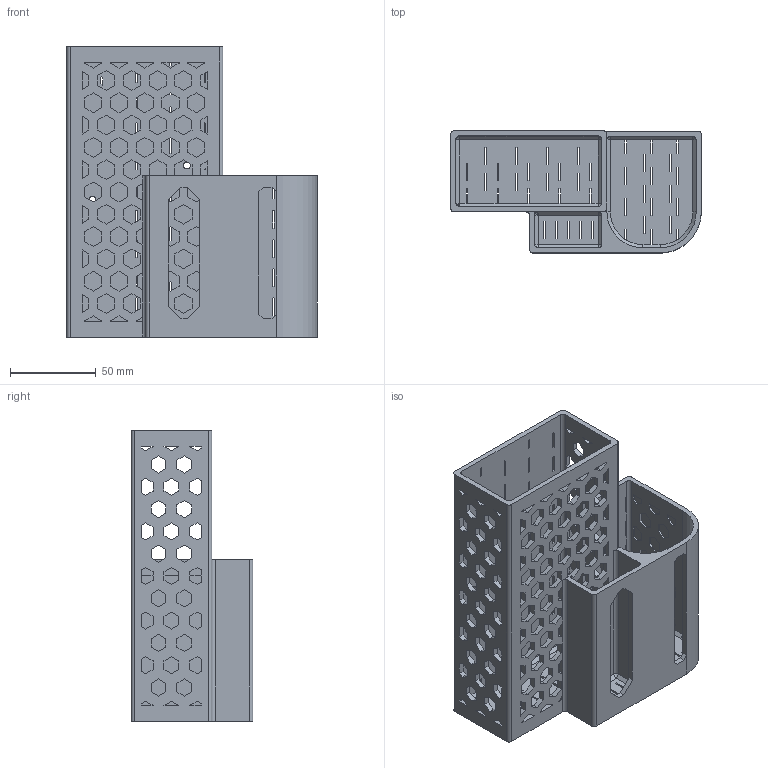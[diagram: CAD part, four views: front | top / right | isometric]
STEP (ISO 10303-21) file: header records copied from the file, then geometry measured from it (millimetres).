
FILE_DESCRIPTION(/* description */ (''),/* implementation_level */ '2;1');
FILE_NAME(/* name */ 'tool holder.step',/* time_stamp */ '2025-10-28T13:56:37-05:00',/* author */ (''),/* organization */ (''),/* preprocessor_version */ 'ST-DEVELOPER v20.1',/* originating_system */ 'Autodesk Translation Framework v14.17.0.0',/* authorisation */ '');
FILE_SCHEMA (('AUTOMOTIVE_DESIGN { 1 0 10303 214 3 1 1 }'));
Length unit declared in the file: millimetre
Products named in the file (1): (Unsaved)
Bounding box: 146 x 71 x 169 mm (x, y, z)
Volume: 211668.4 mm3; surface area: 146355.8 mm2
Topology: 1 solids, 1 shells, 1374 faces, 4063 edges, 2671 vertices
Faces by surface type: plane 1336, cylinder 26, cone 12
Full cylindrical faces by diameter (mm): 4 x4
Entity records: 45707 total; most frequent: ORIENTED_EDGE 8106, CARTESIAN_POINT 8099, DIRECTION 6860, EDGE_CURVE 4053, LINE 3996, VECTOR 3996, VERTEX_POINT 2671, EDGE_LOOP 1826
